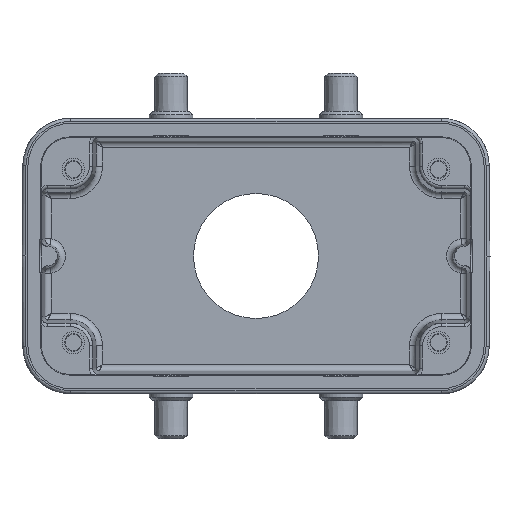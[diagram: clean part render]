
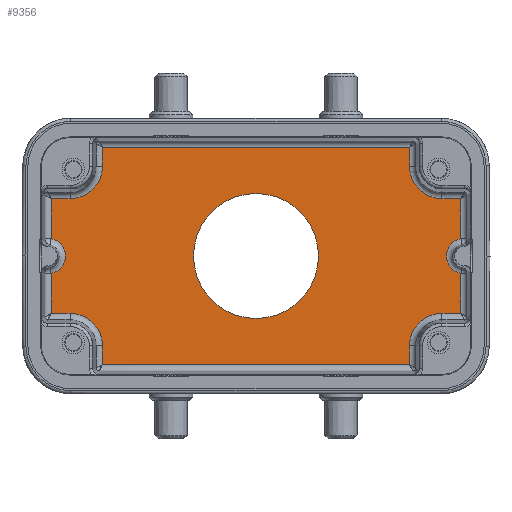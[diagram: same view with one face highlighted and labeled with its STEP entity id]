
A CAD part, front view. The second image highlights one B-rep face of the part: STEP entity #9356.
In plain terms, the highlighted planar face has unit normal (0, -1, 0).
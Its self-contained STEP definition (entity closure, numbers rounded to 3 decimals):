
#2070=CARTESIAN_POINT('',(32.5,19.35,0.));
#2071=DIRECTION('',(0.,-1.,0.));
#2072=DIRECTION('',(-0.2,0.,0.98));
#2073=AXIS2_PLACEMENT_3D('',#2070,#2071,#2072);
#2075=CARTESIAN_POINT('',(29.,19.35,-14.));
#2076=DIRECTION('',(0.,-1.,0.));
#2077=DIRECTION('',(0.,0.,1.));
#2078=AXIS2_PLACEMENT_3D('',#2075,#2076,#2077);
#2080=CARTESIAN_POINT('',(-29.,19.35,-14.));
#2081=DIRECTION('',(0.,-1.,0.));
#2082=DIRECTION('',(1.,0.,0.));
#2083=AXIS2_PLACEMENT_3D('',#2080,#2081,#2082);
#2085=CARTESIAN_POINT('',(-32.5,19.35,0.));
#2086=DIRECTION('',(0.,-1.,0.));
#2087=DIRECTION('',(0.2,0.,-0.98));
#2088=AXIS2_PLACEMENT_3D('',#2085,#2086,#2087);
#2090=CARTESIAN_POINT('',(-29.,19.35,14.));
#2091=DIRECTION('',(0.,-1.,0.));
#2092=DIRECTION('',(0.,0.,-1.));
#2093=AXIS2_PLACEMENT_3D('',#2090,#2091,#2092);
#2095=CARTESIAN_POINT('',(29.,19.35,14.));
#2096=DIRECTION('',(0.,-1.,0.));
#2097=DIRECTION('',(-1.,0.,0.));
#2098=AXIS2_PLACEMENT_3D('',#2095,#2096,#2097);
#2100=CARTESIAN_POINT('',(0.,19.35,0.));
#2101=DIRECTION('',(0.,-1.,0.));
#2102=DIRECTION('',(-1.,0.,0.));
#2103=AXIS2_PLACEMENT_3D('',#2100,#2101,#2102);
#2105=CARTESIAN_POINT('',(0.,19.35,0.));
#2106=DIRECTION('',(0.,-1.,0.));
#2107=DIRECTION('',(1.,0.,0.));
#2108=AXIS2_PLACEMENT_3D('',#2105,#2106,#2107);
#2119=DIRECTION('',(0.,0.,1.));
#2120=VECTOR('',#2119,6.23);
#2121=CARTESIAN_POINT('',(31.947,19.35,2.717));
#2122=LINE('',#2121,#2120);
#2974=DIRECTION('',(0.,0.,-1.));
#2975=VECTOR('',#2974,2.946);
#2976=CARTESIAN_POINT('',(-23.947,19.35,
-14.));
#2977=LINE('',#2976,#2975);
#3001=DIRECTION('',(1.,0.,0.));
#3002=VECTOR('',#3001,2.946);
#3003=CARTESIAN_POINT('',(-31.946,19.35,
-8.946));
#3004=LINE('',#3003,#3002);
#3037=DIRECTION('',(0.,0.,-1.));
#3038=VECTOR('',#3037,6.23);
#3039=CARTESIAN_POINT('',(-31.947,19.35,
-2.717));
#3040=LINE('',#3039,#3038);
#3134=DIRECTION('',(0.,0.,-1.));
#3135=VECTOR('',#3134,6.23);
#3136=CARTESIAN_POINT('',(-31.946,19.35,8.946));
#3137=LINE('',#3136,#3135);
#3165=DIRECTION('',(-1.,0.,0.));
#3166=VECTOR('',#3165,2.946);
#3167=CARTESIAN_POINT('',(-29.,19.35,8.947));
#3168=LINE('',#3167,#3166);
#3192=DIRECTION('',(0.,0.,-1.));
#3193=VECTOR('',#3192,2.946);
#3194=CARTESIAN_POINT('',(-23.946,19.35,16.946));
#3195=LINE('',#3194,#3193);
#3219=DIRECTION('',(-1.,0.,0.));
#3220=VECTOR('',#3219,47.893);
#3221=CARTESIAN_POINT('',(23.946,19.35,16.946));
#3222=LINE('',#3221,#3220);
#3250=DIRECTION('',(0.,0.,1.));
#3251=VECTOR('',#3250,2.946);
#3252=CARTESIAN_POINT('',(23.947,19.35,14.));
#3253=LINE('',#3252,#3251);
#3277=DIRECTION('',(-1.,0.,0.));
#3278=VECTOR('',#3277,2.946);
#3279=CARTESIAN_POINT('',(31.946,19.35,8.946));
#3280=LINE('',#3279,#3278);
#3304=DIRECTION('',(1.,0.,0.));
#3305=VECTOR('',#3304,47.893);
#3306=CARTESIAN_POINT('',(-23.946,19.35,
-16.946));
#3307=LINE('',#3306,#3305);
#3339=DIRECTION('',(0.,0.,1.));
#3340=VECTOR('',#3339,2.946);
#3341=CARTESIAN_POINT('',(23.946,19.35,-16.946));
#3342=LINE('',#3341,#3340);
#3729=DIRECTION('',(0.,0.,1.));
#3730=VECTOR('',#3729,6.23);
#3731=CARTESIAN_POINT('',(31.946,19.35,-8.946));
#3732=LINE('',#3731,#3730);
#3853=DIRECTION('',(1.,0.,0.));
#3854=VECTOR('',#3853,2.946);
#3855=CARTESIAN_POINT('',(29.,19.35,-8.947));
#3856=LINE('',#3855,#3854);
#5867=CARTESIAN_POINT('',(9.75,19.35,0.));
#5868=VERTEX_POINT('',#5867);
#5869=CARTESIAN_POINT('',(-9.75,19.35,0.));
#5870=VERTEX_POINT('',#5869);
#5871=CARTESIAN_POINT('',(31.947,19.35,2.717));
#5872=CARTESIAN_POINT('',(31.946,19.35,8.946));
#5873=VERTEX_POINT('',#5871);
#5874=VERTEX_POINT('',#5872);
#5875=CARTESIAN_POINT('',(31.946,19.35,-2.717));
#5876=VERTEX_POINT('',#5875);
#5877=CARTESIAN_POINT('',(31.946,19.35,-8.946));
#5878=VERTEX_POINT('',#5877);
#5879=CARTESIAN_POINT('',(29.,19.35,-8.947));
#5880=VERTEX_POINT('',#5879);
#5881=CARTESIAN_POINT('',(23.947,19.35,-14.));
#5882=VERTEX_POINT('',#5881);
#5883=CARTESIAN_POINT('',(23.946,19.35,-16.946));
#5884=VERTEX_POINT('',#5883);
#5885=CARTESIAN_POINT('',(-23.946,19.35,
-16.946));
#5886=VERTEX_POINT('',#5885);
#5887=CARTESIAN_POINT('',(-23.947,19.35,
-14.));
#5888=VERTEX_POINT('',#5887);
#5889=CARTESIAN_POINT('',(-29.,19.35,-8.947));
#5890=VERTEX_POINT('',#5889);
#5891=CARTESIAN_POINT('',(-31.946,19.35,
-8.946));
#5892=VERTEX_POINT('',#5891);
#5893=CARTESIAN_POINT('',(-31.947,19.35,
-2.717));
#5894=VERTEX_POINT('',#5893);
#5895=CARTESIAN_POINT('',(-31.946,19.35,2.717));
#5896=VERTEX_POINT('',#5895);
#5897=CARTESIAN_POINT('',(-31.946,19.35,8.946));
#5898=VERTEX_POINT('',#5897);
#5899=CARTESIAN_POINT('',(-29.,19.35,8.947));
#5900=VERTEX_POINT('',#5899);
#5901=CARTESIAN_POINT('',(-23.947,19.35,14.));
#5902=VERTEX_POINT('',#5901);
#5903=CARTESIAN_POINT('',(-23.946,19.35,16.946));
#5904=VERTEX_POINT('',#5903);
#5905=CARTESIAN_POINT('',(23.946,19.35,16.946));
#5906=VERTEX_POINT('',#5905);
#5907=CARTESIAN_POINT('',(23.947,19.35,14.));
#5908=VERTEX_POINT('',#5907);
#5909=CARTESIAN_POINT('',(29.,19.35,8.947));
#5910=VERTEX_POINT('',#5909);
#9305=CARTESIAN_POINT('',(0.,19.35,-21.5));
#9306=DIRECTION('',(0.,-1.,0.));
#9307=DIRECTION('',(0.,0.,-1.));
#9308=AXIS2_PLACEMENT_3D('',#9305,#9306,#9307);
#9309=PLANE('',#9308);
#9311=ORIENTED_EDGE('',*,*,#9310,.F.);
#9313=ORIENTED_EDGE('',*,*,#9312,.T.);
#9315=ORIENTED_EDGE('',*,*,#9314,.F.);
#9317=ORIENTED_EDGE('',*,*,#9316,.F.);
#9319=ORIENTED_EDGE('',*,*,#9318,.T.);
#9321=ORIENTED_EDGE('',*,*,#9320,.F.);
#9323=ORIENTED_EDGE('',*,*,#9322,.F.);
#9325=ORIENTED_EDGE('',*,*,#9324,.F.);
#9327=ORIENTED_EDGE('',*,*,#9326,.T.);
#9329=ORIENTED_EDGE('',*,*,#9328,.F.);
#9331=ORIENTED_EDGE('',*,*,#9330,.F.);
#9333=ORIENTED_EDGE('',*,*,#9332,.T.);
#9335=ORIENTED_EDGE('',*,*,#9334,.F.);
#9337=ORIENTED_EDGE('',*,*,#9336,.F.);
#9339=ORIENTED_EDGE('',*,*,#9338,.T.);
#9341=ORIENTED_EDGE('',*,*,#9340,.F.);
#9343=ORIENTED_EDGE('',*,*,#9342,.F.);
#9345=ORIENTED_EDGE('',*,*,#9344,.F.);
#9347=ORIENTED_EDGE('',*,*,#9346,.T.);
#9349=ORIENTED_EDGE('',*,*,#9348,.F.);
#9350=EDGE_LOOP('',(#9311,#9313,#9315,#9317,#9319,#9321,#9323,#9325,#9327,#9329,
#9331,#9333,#9335,#9337,#9339,#9341,#9343,#9345,#9347,#9349));
#9351=FACE_OUTER_BOUND('',#9350,.F.);
#9352=ORIENTED_EDGE('',*,*,#9285,.T.);
#9353=ORIENTED_EDGE('',*,*,#9299,.T.);
#9354=EDGE_LOOP('',(#9352,#9353));
#9355=FACE_BOUND('',#9354,.F.);
#9356=ADVANCED_FACE('',(#9351,#9355),#9309,.T.);
#2074=CIRCLE('',#2073,2.772);
#2079=CIRCLE('',#2078,5.053);
#2084=CIRCLE('',#2083,5.053);
#2089=CIRCLE('',#2088,2.772);
#2094=CIRCLE('',#2093,5.053);
#2099=CIRCLE('',#2098,5.053);
#2104=CIRCLE('',#2103,9.75);
#2109=CIRCLE('',#2108,9.75);
#9285=EDGE_CURVE('',#5870,#5868,#2104,.T.);
#9299=EDGE_CURVE('',#5868,#5870,#2109,.T.);
#9310=EDGE_CURVE('',#5873,#5874,#2122,.T.);
#9312=EDGE_CURVE('',#5873,#5876,#2074,.T.);
#9314=EDGE_CURVE('',#5878,#5876,#3732,.T.);
#9316=EDGE_CURVE('',#5880,#5878,#3856,.T.);
#9318=EDGE_CURVE('',#5880,#5882,#2079,.T.);
#9320=EDGE_CURVE('',#5884,#5882,#3342,.T.);
#9322=EDGE_CURVE('',#5886,#5884,#3307,.T.);
#9324=EDGE_CURVE('',#5888,#5886,#2977,.T.);
#9326=EDGE_CURVE('',#5888,#5890,#2084,.T.);
#9328=EDGE_CURVE('',#5892,#5890,#3004,.T.);
#9330=EDGE_CURVE('',#5894,#5892,#3040,.T.);
#9332=EDGE_CURVE('',#5894,#5896,#2089,.T.);
#9334=EDGE_CURVE('',#5898,#5896,#3137,.T.);
#9336=EDGE_CURVE('',#5900,#5898,#3168,.T.);
#9338=EDGE_CURVE('',#5900,#5902,#2094,.T.);
#9340=EDGE_CURVE('',#5904,#5902,#3195,.T.);
#9342=EDGE_CURVE('',#5906,#5904,#3222,.T.);
#9344=EDGE_CURVE('',#5908,#5906,#3253,.T.);
#9346=EDGE_CURVE('',#5908,#5910,#2099,.T.);
#9348=EDGE_CURVE('',#5874,#5910,#3280,.T.);
